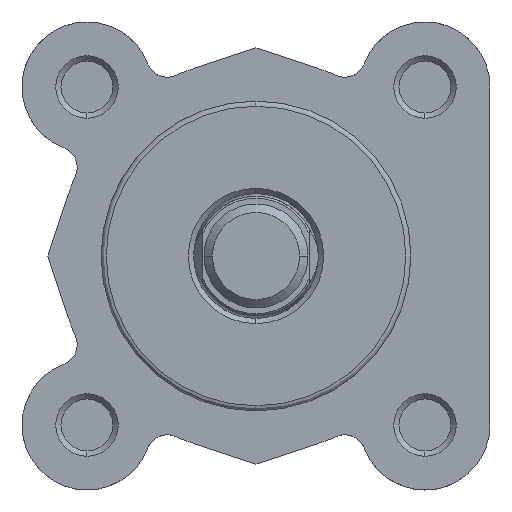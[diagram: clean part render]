
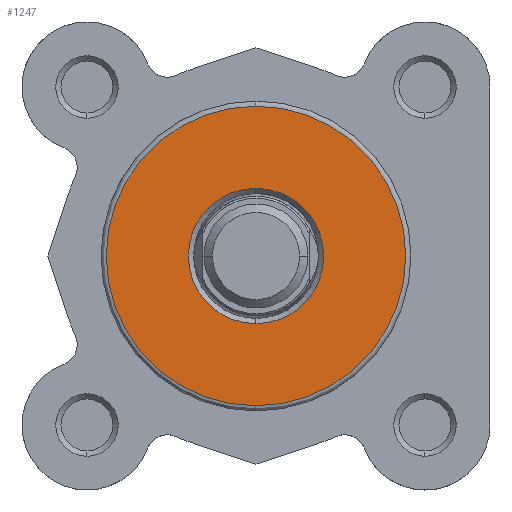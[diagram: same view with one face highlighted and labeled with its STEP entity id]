
A CAD part, left-side view. The second image highlights one B-rep face of the part: STEP entity #1247.
In plain terms, the highlighted planar face has unit normal (-1, 0, 0).
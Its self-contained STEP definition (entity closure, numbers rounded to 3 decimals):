
#370 = EDGE_CURVE ( 'NONE', #3142, #3214, #2806, .T. ) ;
#373 = EDGE_CURVE ( 'NONE', #3181, #3270, #2809, .T. ) ;
#477 = EDGE_CURVE ( 'NONE', #3214, #3142, #2939, .T. ) ;
#484 = EDGE_CURVE ( 'NONE', #3270, #3181, #2948, .T. ) ;
#758 = AXIS2_PLACEMENT_3D ( 'NONE', #4049, #4050, #4051 ) ;
#766 = AXIS2_PLACEMENT_3D ( 'NONE', #4058, #4059, #4060 ) ;
#809 = AXIS2_PLACEMENT_3D ( 'NONE', #4363, #4365, #4366 ) ;
#817 = AXIS2_PLACEMENT_3D ( 'NONE', #4653, #4656, #4657 ) ;
#1003 = AXIS2_PLACEMENT_3D ( 'NONE', #5368, #5370, #5371 ) ;
#1247 = ADVANCED_FACE ( 'NONE', ( #6125, #6131 ), #5369, .T. ) ;
#1396 = EDGE_LOOP ( 'NONE', ( #1714, #1715 ) ) ;
#1713 = ORIENTED_EDGE ( 'NONE', *, *, #373, .T. ) ;
#1714 = ORIENTED_EDGE ( 'NONE', *, *, #477, .T. ) ;
#1715 = ORIENTED_EDGE ( 'NONE', *, *, #370, .T. ) ;
#1719 = ORIENTED_EDGE ( 'NONE', *, *, #484, .T. ) ;
#1986 = EDGE_LOOP ( 'NONE', ( #1719, #1713 ) ) ;
#2806 = CIRCLE ( 'NONE', #758, 14.4 ) ;
#2809 = CIRCLE ( 'NONE', #766, 6.5 ) ;
#2939 = CIRCLE ( 'NONE', #809, 14.4 ) ;
#2948 = CIRCLE ( 'NONE', #817, 6.5 ) ;
#3142 = VERTEX_POINT ( 'NONE', #6578 ) ;
#3181 = VERTEX_POINT ( 'NONE', #6617 ) ;
#3214 = VERTEX_POINT ( 'NONE', #6650 ) ;
#3270 = VERTEX_POINT ( 'NONE', #6706 ) ;
#4049 = CARTESIAN_POINT ( 'NONE',  ( 0., 0., 0. ) ) ;
#4050 = DIRECTION ( 'NONE',  ( -1., 0., 0. ) ) ;
#4051 = DIRECTION ( 'NONE',  ( 0., 0., 1. ) ) ;
#4058 = CARTESIAN_POINT ( 'NONE',  ( 0., 0., 0. ) ) ;
#4059 = DIRECTION ( 'NONE',  ( 1., 0., 0. ) ) ;
#4060 = DIRECTION ( 'NONE',  ( 0., 0., 1. ) ) ;
#4363 = CARTESIAN_POINT ( 'NONE',  ( 0., 0., 0. ) ) ;
#4365 = DIRECTION ( 'NONE',  ( -1., 0., 0. ) ) ;
#4366 = DIRECTION ( 'NONE',  ( 0., 0., 1. ) ) ;
#4653 = CARTESIAN_POINT ( 'NONE',  ( 0., 0., 0. ) ) ;
#4656 = DIRECTION ( 'NONE',  ( 1., 0., 0. ) ) ;
#4657 = DIRECTION ( 'NONE',  ( 0., 0., 1. ) ) ;
#5368 = CARTESIAN_POINT ( 'NONE',  ( 0., -6., 0. ) ) ;
#5369 = PLANE ( 'NONE',  #1003 ) ;
#5370 = DIRECTION ( 'NONE',  ( -1., 0., 0. ) ) ;
#5371 = DIRECTION ( 'NONE',  ( 0., 0., 1. ) ) ;
#6125 = FACE_BOUND ( 'NONE', #1986, .T. ) ;
#6131 = FACE_OUTER_BOUND ( 'NONE', #1396, .T. ) ;
#6578 = CARTESIAN_POINT ( 'NONE',  ( 0., 0., -14.4 ) ) ;
#6617 = CARTESIAN_POINT ( 'NONE',  ( 0., 0., -6.5 ) ) ;
#6650 = CARTESIAN_POINT ( 'NONE',  ( 0., 0., 14.4 ) ) ;
#6706 = CARTESIAN_POINT ( 'NONE',  ( 0., 0., 6.5 ) ) ;
